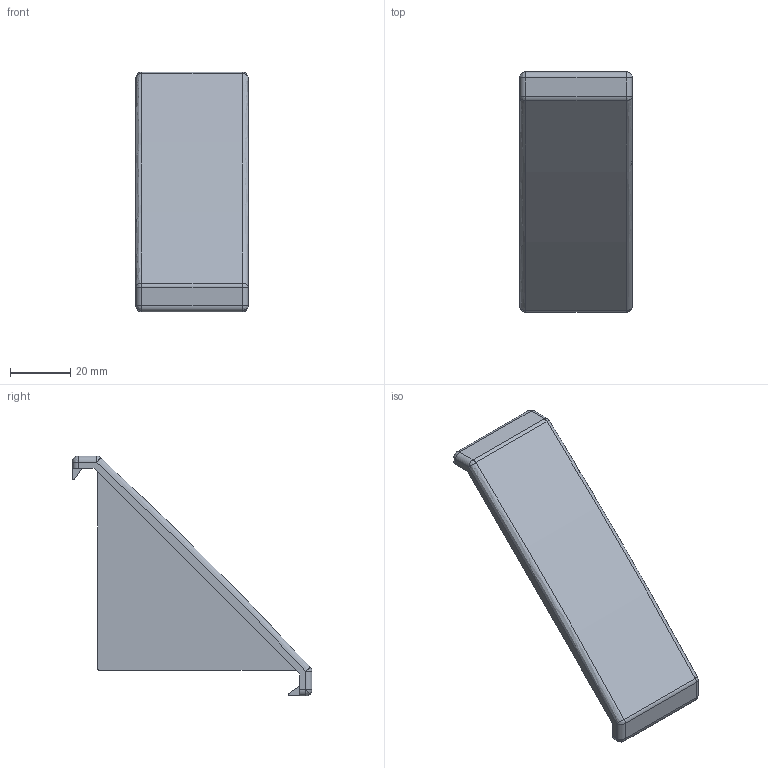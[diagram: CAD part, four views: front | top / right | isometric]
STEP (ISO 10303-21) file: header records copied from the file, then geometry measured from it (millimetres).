
FILE_DESCRIPTION (( 'STEP AP203' ), '1' );
FILE_NAME ('412529008_c_1.STEP', '2023-03-06T14:48:51', ( '' ), ( '' ), 'SwSTEP 2.0', 'SolidWorks 2014', '' );
FILE_SCHEMA (( 'CONFIG_CONTROL_DESIGN' ));
Length unit declared in the file: millimetre
Products named in the file (1): 412529008_c_1
Bounding box: 37.5 x 79.89 x 79.89 mm (x, y, z)
Volume: 23392.2 mm3; surface area: 15034.5 mm2
Topology: 1 solids, 1 shells, 63 faces, 163 edges, 96 vertices
Faces by surface type: plane 30, cylinder 21, bspline 12
Entity records: 2064 total; most frequent: CARTESIAN_POINT 503, ORIENTED_EDGE 314, DIRECTION 311, EDGE_CURVE 157, AXIS2_PLACEMENT_3D 104, VECTOR 103, LINE 103, VERTEX_POINT 96
